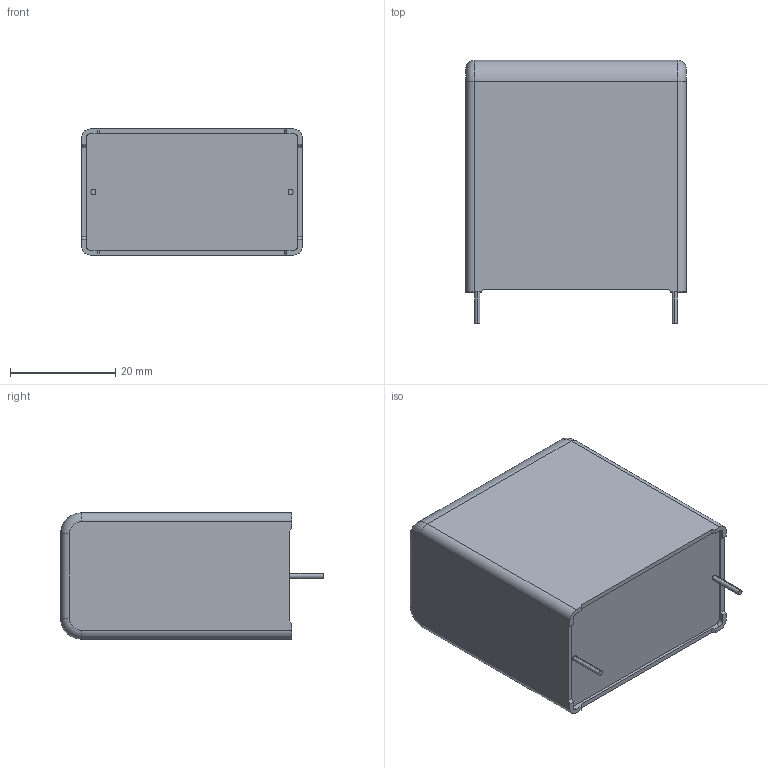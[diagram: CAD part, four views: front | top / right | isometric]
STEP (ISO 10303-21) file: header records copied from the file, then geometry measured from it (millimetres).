
FILE_DESCRIPTION (( 'STEP AP203' ), '1' );
FILE_NAME ('DC_Link_24x44x42_2pins.step', '2017-04-03T15:59:55', ( 'work' ), ( 'Hewlett-Packard Company' ), 'SwSTEP 2.0', 'SolidWorks 2017', '' );
FILE_SCHEMA (( 'CONFIG_CONTROL_DESIGN' ));
Length unit declared in the file: millimetre
Products named in the file (1): DC_Link_24x44x42_2pins
Bounding box: 42 x 50 x 24 mm (x, y, z)
Volume: 43001.7 mm3; surface area: 7566.9 mm2
Topology: 1 solids, 1 shells, 116 faces, 307 edges, 202 vertices
Faces by surface type: plane 80, cylinder 16, bspline 16, torus 4
Entity records: 4332 total; most frequent: CARTESIAN_POINT 1450, ORIENTED_EDGE 614, DIRECTION 513, EDGE_CURVE 307, VECTOR 239, LINE 239, VERTEX_POINT 202, AXIS2_PLACEMENT_3D 137
